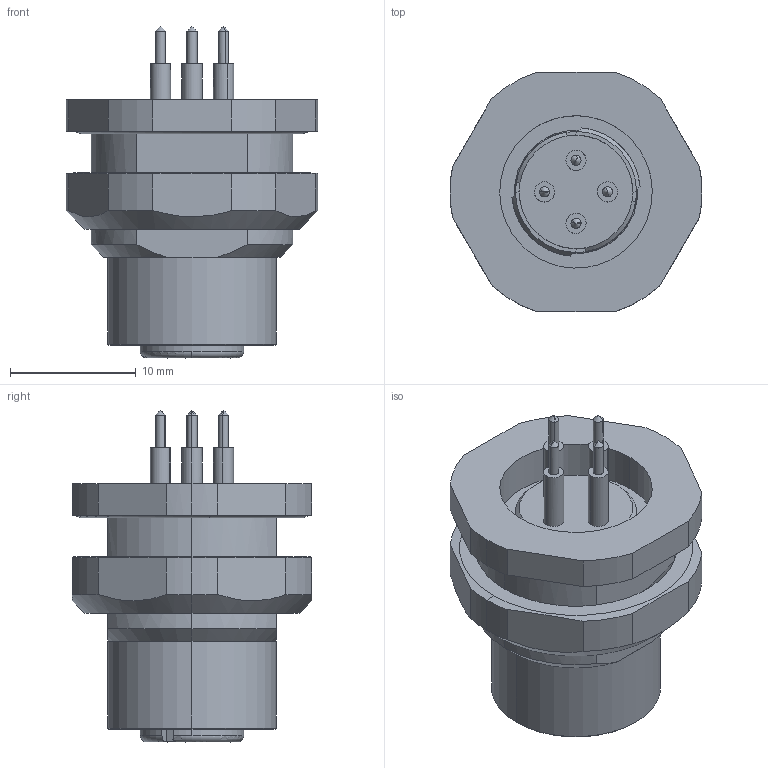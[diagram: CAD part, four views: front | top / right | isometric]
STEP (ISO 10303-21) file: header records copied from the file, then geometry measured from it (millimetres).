
FILE_DESCRIPTION(('CATIA V5R24 STEP','CAx-IF Rec.Pracs.--- Model Styling and Organization---1.2---2011-12-15'),'2;1');
FILE_NAME ('D1461805_0_2422430000_2422430000.stp','2017-05-11T12:01:36+00:00',('none'),('Weidmueller'),'CATIA Version 5-6 Release 2014 SP4 HF52','CATIA V5 STEP AP214','none');
FILE_SCHEMA(('AUTOMOTIVE_DESIGN { 1 0 10303 214 1 1 1 1 }'));
Length unit declared in the file: millimetre
Products named in the file (1): v5-standard_part
Bounding box: 20 x 19 x 26.35 mm (x, y, z)
Volume: 3398.2 mm3; surface area: 3882.6 mm2
Topology: 1 solids, 2 shells, 495 faces, 1368 edges, 865 vertices
Faces by surface type: cylinder 181, plane 163, bspline 58, cone 54, torus 39
Entity records: 17429 total; most frequent: CARTESIAN_POINT 5475, ORIENTED_EDGE 2642, DIRECTION 1817, EDGE_CURVE 1321, VERTEX_POINT 864, AXIS2_PLACEMENT_3D 850, EDGE_LOOP 557, VECTOR 529
